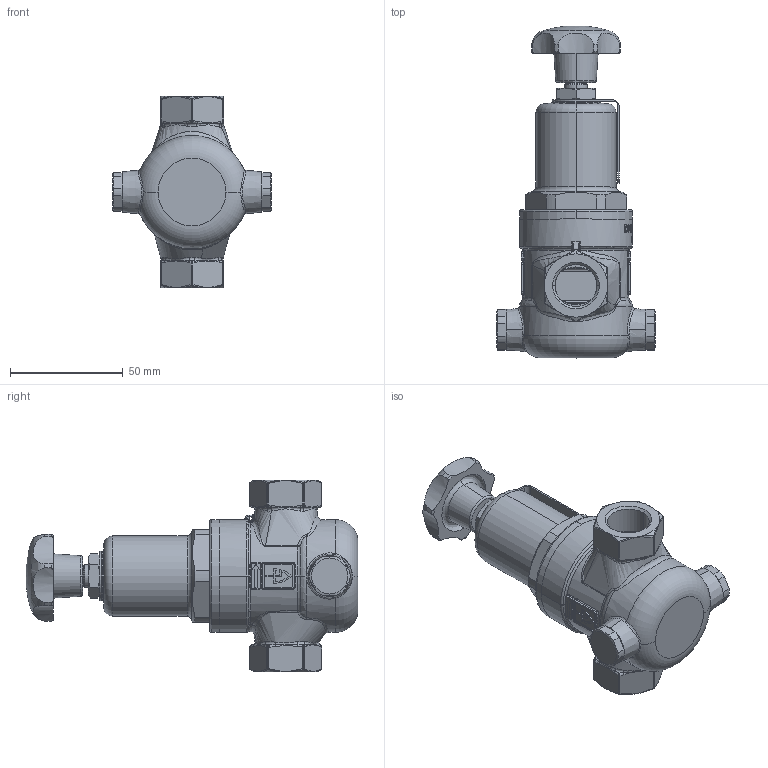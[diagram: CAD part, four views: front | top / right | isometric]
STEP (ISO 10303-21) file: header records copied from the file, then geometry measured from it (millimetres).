
FILE_DESCRIPTION (( 'STEP AP214' ), '1' );
FILE_NAME ('430mGFO_15_FF_1515 S15.STEP', '2022-11-29T06:43:44', ( '' ), ( '' ), 'SwSTEP 2.0', 'SolidWorks 2022', '' );
FILE_SCHEMA (( 'AUTOMOTIVE_DESIGN' ));
Length unit declared in the file: millimetre
Products named in the file (1): 430mGFO_15_FF_1515 S15
Bounding box: 70 x 147.03 x 85 mm (x, y, z)
Volume: 107046.6 mm3; surface area: 57309.1 mm2
Topology: 8 solids, 8 shells, 1193 faces, 2953 edges, 1763 vertices
Faces by surface type: bspline 375, plane 314, cylinder 277, torus 97, cone 94, sphere 36
Entity records: 69320 total; most frequent: CARTESIAN_POINT 30533, ORIENTED_EDGE 5778, DIRECTION 4789, EDGE_CURVE 2889, AXIS2_PLACEMENT_3D 1927, VERTEX_POINT 1763, EDGE_LOOP 1262, UNCERTAINTY_MEASURE_WITH_UNIT 1203
